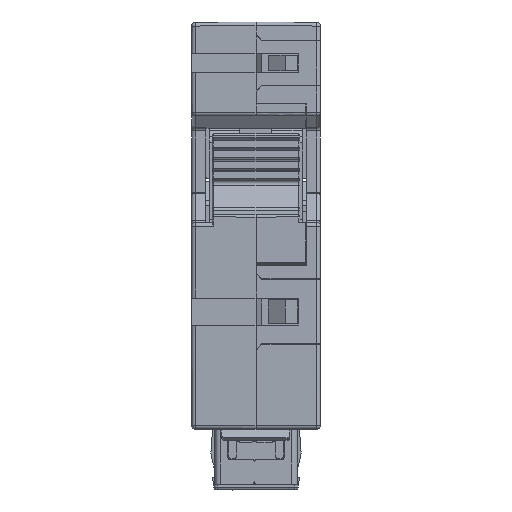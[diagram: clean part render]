
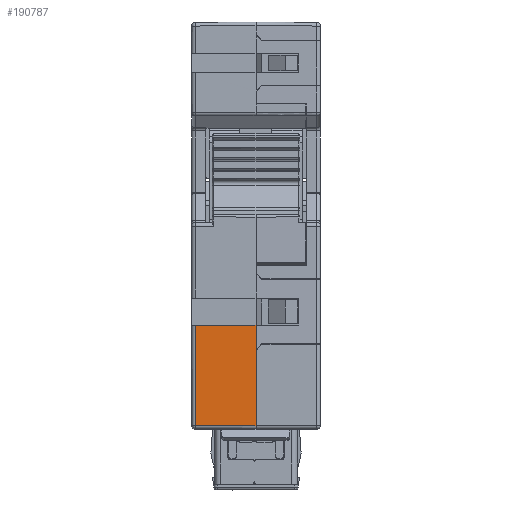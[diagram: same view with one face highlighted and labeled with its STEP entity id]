
A CAD part, left-side view. The second image highlights one B-rep face of the part: STEP entity #190787.
In plain terms, the highlighted planar face has unit normal (-1, 0.009, 0).
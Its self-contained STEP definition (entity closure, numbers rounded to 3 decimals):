
#184180=CARTESIAN_POINT('',(-11.35,0.,-26.929));
#184181=VERTEX_POINT('',#184180);
#184188=CARTESIAN_POINT('',(-11.35,0.,-33.429));
#184189=VERTEX_POINT('',#184188);
#184190=CARTESIAN_POINT('',(-11.35,0.,-26.929));
#184191=DIRECTION('',(0.,0.,-1.));
#184192=VECTOR('',#184191,6.5);
#184193=LINE('',#184190,#184192);
#184194=EDGE_CURVE('',#184181,#184189,#184193,.T.);
#184350=CARTESIAN_POINT('',(-11.305,5.203,-33.429));
#184351=VERTEX_POINT('',#184350);
#184352=CARTESIAN_POINT('',(-11.35,0.,-33.429));
#184353=DIRECTION('',(0.009,1.,0.));
#184354=VECTOR('',#184353,5.203);
#184355=LINE('',#184352,#184354);
#184356=EDGE_CURVE('',#184189,#184351,#184355,.T.);
#190681=CARTESIAN_POINT('',(-11.305,5.203,-24.829));
#190682=VERTEX_POINT('',#190681);
#190690=CARTESIAN_POINT('',(-11.35,0.,-24.829));
#190691=VERTEX_POINT('',#190690);
#190692=CARTESIAN_POINT('',(-11.305,5.203,-24.829));
#190693=DIRECTION('',(-0.009,-1.,0.));
#190694=VECTOR('',#190693,5.203);
#190695=LINE('',#190692,#190694);
#190696=EDGE_CURVE('',#190682,#190691,#190695,.T.);
#190765=CARTESIAN_POINT('',(-11.327,2.601,-24.507));
#190766=DIRECTION('',(-0.009,-1.,0.));
#190767=DIRECTION('',(-1.,0.009,0.));
#190768=AXIS2_PLACEMENT_3D('',#190765,#190767,#190766);
#190769=PLANE('',#190768);
#190770=CARTESIAN_POINT('',(-11.35,0.,-26.929));
#190771=DIRECTION('',(0.,0.,1.));
#190772=VECTOR('',#190771,2.1);
#190773=LINE('',#190770,#190772);
#190774=EDGE_CURVE('',#184181,#190691,#190773,.T.);
#190775=ORIENTED_EDGE('',*,*,#190774,.T.);
#190776=ORIENTED_EDGE('',*,*,#190696,.F.);
#190777=CARTESIAN_POINT('',(-11.305,5.203,-24.829));
#190778=DIRECTION('',(0.,0.,-1.));
#190779=VECTOR('',#190778,8.6);
#190780=LINE('',#190777,#190779);
#190781=EDGE_CURVE('',#190682,#184351,#190780,.T.);
#190782=ORIENTED_EDGE('',*,*,#190781,.T.);
#190783=ORIENTED_EDGE('',*,*,#184356,.F.);
#190784=ORIENTED_EDGE('',*,*,#184194,.F.);
#190785=EDGE_LOOP('',(#190775,#190776,#190782,#190783,#190784));
#190786=FACE_OUTER_BOUND('',#190785,.T.);
#190787=ADVANCED_FACE('',(#190786),#190769,.T.);
